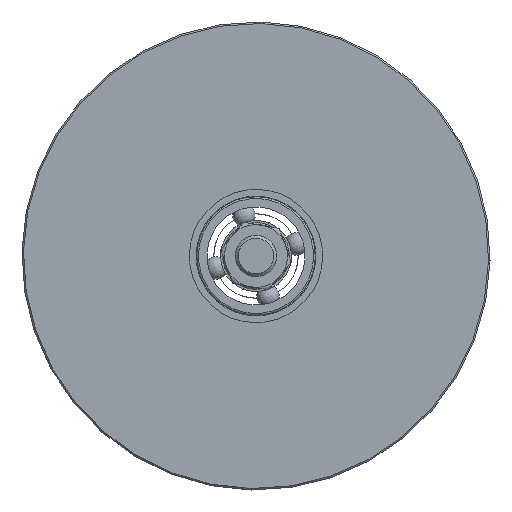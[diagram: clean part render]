
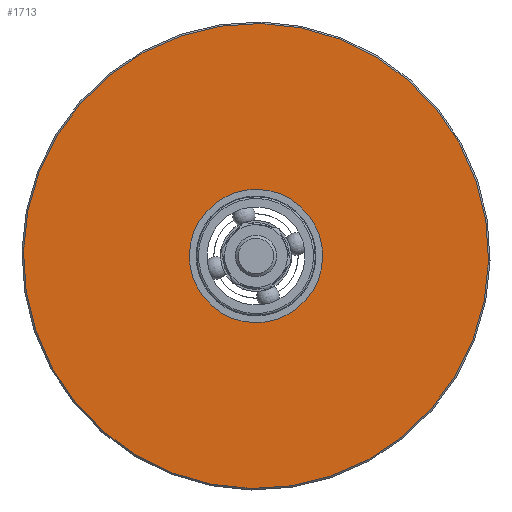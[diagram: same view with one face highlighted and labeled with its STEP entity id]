
A CAD part, front view. The second image highlights one B-rep face of the part: STEP entity #1713.
In plain terms, the highlighted planar face has unit normal (0, -1, 0).
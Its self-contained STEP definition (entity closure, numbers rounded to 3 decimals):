
#110=FACE_BOUND('',#327,.T.);
#145=PLANE('',#1877);
#217=FACE_OUTER_BOUND('',#326,.T.);
#326=EDGE_LOOP('',(#1210));
#327=EDGE_LOOP('',(#1211,#1212));
#575=CIRCLE('',#1874,78.5);
#577=CIRCLE('',#1878,22.5);
#578=CIRCLE('',#1879,22.5);
#716=VERTEX_POINT('',#2735);
#718=VERTEX_POINT('',#2743);
#719=VERTEX_POINT('',#2744);
#914=EDGE_CURVE('',#716,#716,#575,.T.);
#917=EDGE_CURVE('',#718,#719,#577,.T.);
#918=EDGE_CURVE('',#719,#718,#578,.T.);
#1210=ORIENTED_EDGE('',*,*,#914,.F.);
#1211=ORIENTED_EDGE('',*,*,#917,.T.);
#1212=ORIENTED_EDGE('',*,*,#918,.T.);
#1713=ADVANCED_FACE('',(#217,#110),#145,.F.);
#1874=AXIS2_PLACEMENT_3D('',#2737,#2204,#2205);
#1877=AXIS2_PLACEMENT_3D('',#2742,#2211,#2212);
#1878=AXIS2_PLACEMENT_3D('',#2745,#2213,#2214);
#1879=AXIS2_PLACEMENT_3D('',#2746,#2215,#2216);
#2204=DIRECTION('center_axis',(0.,1.,0.));
#2205=DIRECTION('ref_axis',(-0.78,0.,-0.626));
#2211=DIRECTION('center_axis',(0.,1.,0.));
#2212=DIRECTION('ref_axis',(-0.78,0.,-0.626));
#2213=DIRECTION('center_axis',(0.,1.,0.));
#2214=DIRECTION('ref_axis',(-0.626,0.,0.78));
#2215=DIRECTION('center_axis',(0.,1.,0.));
#2216=DIRECTION('ref_axis',(-0.626,0.,0.78));
#2735=CARTESIAN_POINT('',(61.197,-10.,49.164));
#2737=CARTESIAN_POINT('Origin',(0.,-10.,0.));
#2742=CARTESIAN_POINT('Origin',(0.,-10.,0.));
#2743=CARTESIAN_POINT('',(-14.092,-10.,17.541));
#2744=CARTESIAN_POINT('',(14.092,-10.,-17.541));
#2745=CARTESIAN_POINT('Origin',(0.,-10.,0.));
#2746=CARTESIAN_POINT('Origin',(0.,-10.,0.));
